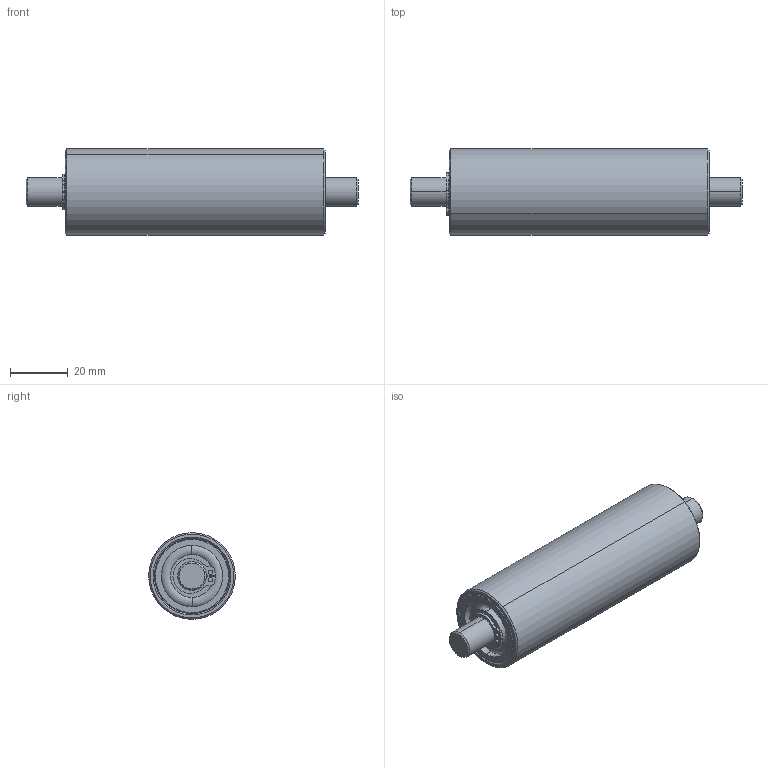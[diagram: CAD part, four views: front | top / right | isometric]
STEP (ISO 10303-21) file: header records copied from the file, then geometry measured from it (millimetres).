
FILE_DESCRIPTION (( 'STEP AP203' ), '1' );
FILE_NAME ('240924 STEP 3-400169-00_6375.STEP', '2024-09-24T10:09:37', ( '' ), ( '' ), 'SwSTEP 2.0', 'SolidWorks 2023', '' );
FILE_SCHEMA (( 'CONFIG_CONTROL_DESIGN' ));
Length unit declared in the file: millimetre
Products named in the file (1): 240924 STEP 3-400169-00_6375
Bounding box: 115 x 30 x 30 mm (x, y, z)
Surface area: 13677.8 mm2 (no closed solid volume)
Topology: 0 solids, 6 shells, 56 faces, 135 edges, 86 vertices
Faces by surface type: cylinder 29, cone 12, plane 11, torus 4
Entity records: 1712 total; most frequent: DIRECTION 330, CARTESIAN_POINT 278, ORIENTED_EDGE 234, AXIS2_PLACEMENT_3D 138, EDGE_CURVE 135, VERTEX_POINT 86, CIRCLE 81, EDGE_LOOP 62
